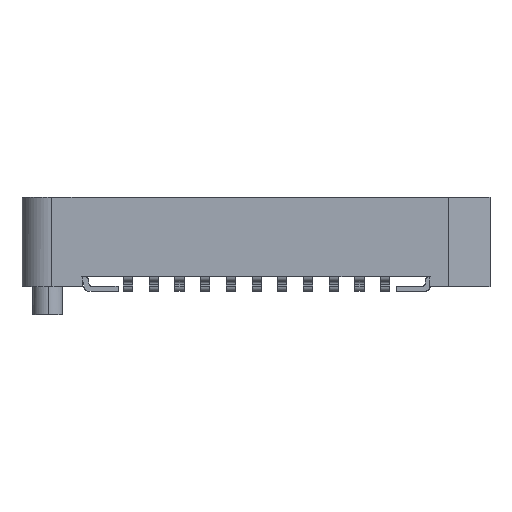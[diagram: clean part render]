
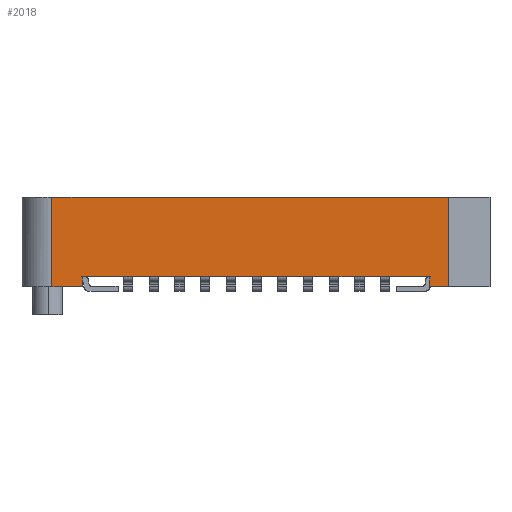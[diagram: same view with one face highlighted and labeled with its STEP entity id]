
A CAD part, front view. The second image highlights one B-rep face of the part: STEP entity #2018.
In plain terms, the highlighted planar face has unit normal (0, -1, 0).
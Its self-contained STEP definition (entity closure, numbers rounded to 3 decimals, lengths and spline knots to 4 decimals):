
#2018=ADVANCED_FACE('',(#4451),#3019,.T.);
#3019=PLANE('',#28239);
#4451=FACE_OUTER_BOUND('',#5942,.T.);
#5942=EDGE_LOOP('',(#14877,#14878,#14879,#14880,#14881,#14882,#14883,#14884));
#14877=ORIENTED_EDGE('',*,*,#22334,.T.);
#14878=ORIENTED_EDGE('',*,*,#22335,.T.);
#14879=ORIENTED_EDGE('',*,*,#22318,.T.);
#14880=ORIENTED_EDGE('',*,*,#22322,.T.);
#14881=ORIENTED_EDGE('',*,*,#22324,.T.);
#14882=ORIENTED_EDGE('',*,*,#22326,.T.);
#14883=ORIENTED_EDGE('',*,*,#22328,.T.);
#14884=ORIENTED_EDGE('',*,*,#22330,.T.);
#17857=VERTEX_POINT('',#53322);
#17858=VERTEX_POINT('',#53327);
#17859=VERTEX_POINT('',#53341);
#17860=VERTEX_POINT('',#53351);
#17861=VERTEX_POINT('',#53361);
#17862=VERTEX_POINT('',#53371);
#17863=VERTEX_POINT('',#53385);
#17864=VERTEX_POINT('',#53399);
#22318=EDGE_CURVE('',#17858,#17857,#26789,.T.);
#22322=EDGE_CURVE('',#17857,#17859,#26793,.T.);
#22324=EDGE_CURVE('',#17859,#17860,#26795,.T.);
#22326=EDGE_CURVE('',#17860,#17861,#26797,.T.);
#22328=EDGE_CURVE('',#17861,#17862,#26799,.T.);
#22330=EDGE_CURVE('',#17862,#17863,#26801,.T.);
#22334=EDGE_CURVE('',#17863,#17864,#26805,.T.);
#22335=EDGE_CURVE('',#17864,#17858,#26806,.T.);
#26789=B_SPLINE_CURVE_WITH_KNOTS('',3,(#53323,#53324,#53325,#53326),.UNSPECIFIED.,
.F.,.F.,(4,4),(0.,1.),.UNSPECIFIED.);
#26793=B_SPLINE_CURVE_WITH_KNOTS('',3,(#53342,#53343,#53344,#53345),.UNSPECIFIED.,
.F.,.F.,(4,4),(0.,1.),.UNSPECIFIED.);
#26795=B_SPLINE_CURVE_WITH_KNOTS('',3,(#53352,#53353,#53354,#53355),.UNSPECIFIED.,
.F.,.F.,(4,4),(0.,1.),.UNSPECIFIED.);
#26797=B_SPLINE_CURVE_WITH_KNOTS('',3,(#53362,#53363,#53364,#53365),.UNSPECIFIED.,
.F.,.F.,(4,4),(0.,1.),.UNSPECIFIED.);
#26799=B_SPLINE_CURVE_WITH_KNOTS('',3,(#53372,#53373,#53374,#53375),.UNSPECIFIED.,
.F.,.F.,(4,4),(0.,1.),.UNSPECIFIED.);
#26801=B_SPLINE_CURVE_WITH_KNOTS('',3,(#53381,#53382,#53383,#53384),.UNSPECIFIED.,
.F.,.F.,(4,4),(0.,1.),.UNSPECIFIED.);
#26805=B_SPLINE_CURVE_WITH_KNOTS('',3,(#53400,#53401,#53402,#53403),.UNSPECIFIED.,
.F.,.F.,(4,4),(0.,1.),.UNSPECIFIED.);
#26806=B_SPLINE_CURVE_WITH_KNOTS('',3,(#53405,#53406,#53407,#53408),.UNSPECIFIED.,
.F.,.F.,(4,4),(0.,1.),.UNSPECIFIED.);
#28239=AXIS2_PLACEMENT_3D('',#53410,#31104,#31105);
#31104=DIRECTION('',(0.,-1.,0.));
#31105=DIRECTION('',(0.,0.,-1.));
#53322=CARTESIAN_POINT('',(0.7966,0.14,0.119));
#53323=CARTESIAN_POINT('',(0.1229,0.14,0.119));
#53324=CARTESIAN_POINT('',(0.3475,0.14,0.119));
#53325=CARTESIAN_POINT('',(0.572,0.14,0.119));
#53326=CARTESIAN_POINT('',(0.7966,0.14,0.119));
#53327=CARTESIAN_POINT('',(0.1229,0.14,0.119));
#53341=CARTESIAN_POINT('',(0.7966,0.14,0.1));
#53342=CARTESIAN_POINT('',(0.7966,0.14,0.119));
#53343=CARTESIAN_POINT('',(0.7966,0.14,0.1127));
#53344=CARTESIAN_POINT('',(0.7966,0.14,0.1063));
#53345=CARTESIAN_POINT('',(0.7966,0.14,0.1));
#53351=CARTESIAN_POINT('',(0.835,0.14,0.1));
#53352=CARTESIAN_POINT('',(0.7966,0.14,0.1));
#53353=CARTESIAN_POINT('',(0.8094,0.14,0.1));
#53354=CARTESIAN_POINT('',(0.8222,0.14,0.1));
#53355=CARTESIAN_POINT('',(0.835,0.14,0.1));
#53361=CARTESIAN_POINT('',(0.835,0.14,0.274));
#53362=CARTESIAN_POINT('',(0.835,0.14,0.1));
#53363=CARTESIAN_POINT('',(0.835,0.14,0.158));
#53364=CARTESIAN_POINT('',(0.835,0.14,0.216));
#53365=CARTESIAN_POINT('',(0.835,0.14,0.274));
#53371=CARTESIAN_POINT('',(0.0632,0.14,0.274));
#53372=CARTESIAN_POINT('',(0.835,0.14,0.274));
#53373=CARTESIAN_POINT('',(0.5777,0.14,0.274));
#53374=CARTESIAN_POINT('',(0.3205,0.14,0.274));
#53375=CARTESIAN_POINT('',(0.0632,0.14,0.274));
#53381=CARTESIAN_POINT('',(0.0632,0.14,0.274));
#53382=CARTESIAN_POINT('',(0.0632,0.14,0.216));
#53383=CARTESIAN_POINT('',(0.0632,0.14,0.158));
#53384=CARTESIAN_POINT('',(0.0632,0.14,0.1));
#53385=CARTESIAN_POINT('',(0.0632,0.14,0.1));
#53399=CARTESIAN_POINT('',(0.1229,0.14,0.1));
#53400=CARTESIAN_POINT('',(0.0632,0.14,0.1));
#53401=CARTESIAN_POINT('',(0.0831,0.14,0.1));
#53402=CARTESIAN_POINT('',(0.103,0.14,0.1));
#53403=CARTESIAN_POINT('',(0.1229,0.14,0.1));
#53405=CARTESIAN_POINT('',(0.1229,0.14,0.1));
#53406=CARTESIAN_POINT('',(0.1229,0.14,0.1063));
#53407=CARTESIAN_POINT('',(0.1229,0.14,0.1127));
#53408=CARTESIAN_POINT('',(0.1229,0.14,0.119));
#53410=CARTESIAN_POINT('',(-0.3227,0.14,0.361));
